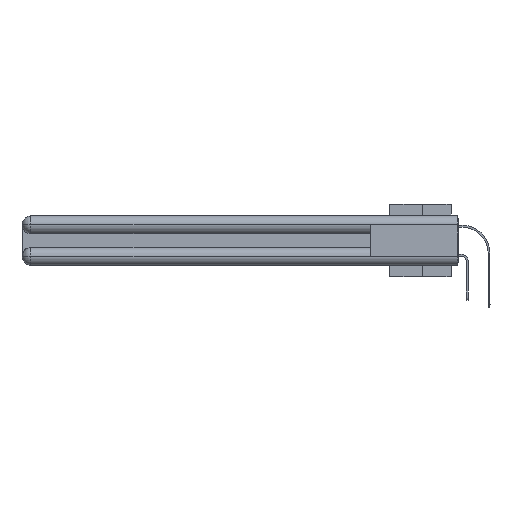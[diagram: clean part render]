
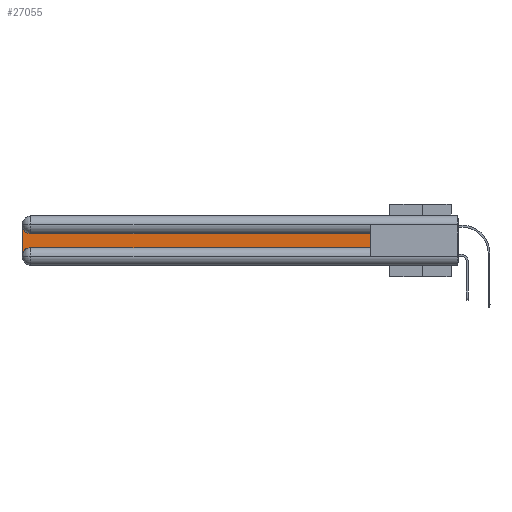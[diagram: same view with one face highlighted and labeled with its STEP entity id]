
A CAD part, left-side view. The second image highlights one B-rep face of the part: STEP entity #27055.
In plain terms, the highlighted planar face has unit normal (-1, 0, 0).
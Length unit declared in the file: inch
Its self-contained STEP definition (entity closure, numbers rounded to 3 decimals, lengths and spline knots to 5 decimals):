
#640 = DIRECTION ( 'NONE',  ( 0., 1., 0. ) ) ;
#651 = VERTEX_POINT ( 'NONE', #14071 ) ;
#840 = VECTOR ( 'NONE', #12667, 39.37008 ) ;
#1851 = DIRECTION ( 'NONE',  ( 0., 0., -1. ) ) ;
#5215 = EDGE_CURVE ( 'NONE', #651, #14090, #17261, .T. ) ;
#6123 = VERTEX_POINT ( 'NONE', #30289 ) ;
#6658 = EDGE_CURVE ( 'NONE', #14669, #10988, #31083, .T. ) ;
#6912 = ORIENTED_EDGE ( 'NONE', *, *, #16421, .T. ) ;
#7208 = CARTESIAN_POINT ( 'NONE',  ( 0.075, 3., -0.2775 ) ) ;
#7339 = DIRECTION ( 'NONE',  ( 0., 0., -1. ) ) ;
#7928 = DIRECTION ( 'NONE',  ( 1., 0., 0. ) ) ;
#8035 = EDGE_CURVE ( 'NONE', #6123, #34181, #20114, .T. ) ;
#8456 = CARTESIAN_POINT ( 'NONE',  ( 0.075, 3., -0.1225 ) ) ;
#9673 = LINE ( 'NONE', #17724, #840 ) ;
#9771 = AXIS2_PLACEMENT_3D ( 'NONE', #8456, #16152, #21749 ) ;
#10988 = VERTEX_POINT ( 'NONE', #7208 ) ;
#11723 = ORIENTED_EDGE ( 'NONE', *, *, #27421, .T. ) ;
#12519 = CIRCLE ( 'NONE', #32041, 0.06 ) ;
#12551 = CARTESIAN_POINT ( 'NONE',  ( 0.075, 0.6, -0.2175 ) ) ;
#12667 = DIRECTION ( 'NONE',  ( 0., 0., 1. ) ) ;
#14071 = CARTESIAN_POINT ( 'NONE',  ( 0.075, 0.6, -0.1225 ) ) ;
#14090 = VERTEX_POINT ( 'NONE', #25250 ) ;
#14669 = VERTEX_POINT ( 'NONE', #23582 ) ;
#15068 = VECTOR ( 'NONE', #1851, 39.37008 ) ;
#16152 = DIRECTION ( 'NONE',  ( 1., 0., 0. ) ) ;
#16421 = EDGE_CURVE ( 'NONE', #14090, #14669, #28180, .T. ) ;
#17261 = LINE ( 'NONE', #24952, #24292 ) ;
#17724 = CARTESIAN_POINT ( 'NONE',  ( 0.075, 0.6, -0.2175 ) ) ;
#17911 = ORIENTED_EDGE ( 'NONE', *, *, #21163, .T. ) ;
#18593 = DIRECTION ( 'NONE',  ( 0., 0., -1. ) ) ;
#20114 = LINE ( 'NONE', #28346, #21866 ) ;
#21163 = EDGE_CURVE ( 'NONE', #10988, #6123, #12519, .T. ) ;
#21749 = DIRECTION ( 'NONE',  ( 0., 0., -1. ) ) ;
#21866 = VECTOR ( 'NONE', #30790, 39.37008 ) ;
#22209 = ORIENTED_EDGE ( 'NONE', *, *, #6658, .T. ) ;
#23582 = CARTESIAN_POINT ( 'NONE',  ( 0.075, 3., -0.0625 ) ) ;
#23703 = AXIS2_PLACEMENT_3D ( 'NONE', #26232, #29028, #7339 ) ;
#24292 = VECTOR ( 'NONE', #640, 39.37008 ) ;
#24952 = CARTESIAN_POINT ( 'NONE',  ( 0.075, 0.6, -0.1225 ) ) ;
#25250 = CARTESIAN_POINT ( 'NONE',  ( 0.075, 2.94, -0.1225 ) ) ;
#25829 = CARTESIAN_POINT ( 'NONE',  ( 0.075, 3., -0.2175 ) ) ;
#26232 = CARTESIAN_POINT ( 'NONE',  ( 0.075, 2.94, -0.0625 ) ) ;
#26662 = FACE_OUTER_BOUND ( 'NONE', #27588, .T. ) ;
#27055 = ADVANCED_FACE ( 'NONE', ( #26662 ), #29635, .F. ) ;
#27421 = EDGE_CURVE ( 'NONE', #34181, #651, #9673, .T. ) ;
#27588 = EDGE_LOOP ( 'NONE', ( #30162, #6912, #22209, #17911, #29173, #11723 ) ) ;
#28180 = CIRCLE ( 'NONE', #23703, 0.06 ) ;
#28346 = CARTESIAN_POINT ( 'NONE',  ( 0.075, 0.6, -0.2175 ) ) ;
#29028 = DIRECTION ( 'NONE',  ( 1., 0., 0. ) ) ;
#29173 = ORIENTED_EDGE ( 'NONE', *, *, #8035, .T. ) ;
#29635 = PLANE ( 'NONE',  #9771 ) ;
#30162 = ORIENTED_EDGE ( 'NONE', *, *, #5215, .T. ) ;
#30289 = CARTESIAN_POINT ( 'NONE',  ( 0.075, 2.94, -0.2175 ) ) ;
#30790 = DIRECTION ( 'NONE',  ( 0., -1., 0. ) ) ;
#31083 = LINE ( 'NONE', #25829, #15068 ) ;
#31893 = CARTESIAN_POINT ( 'NONE',  ( 0.075, 2.94, -0.2775 ) ) ;
#32041 = AXIS2_PLACEMENT_3D ( 'NONE', #31893, #7928, #18593 ) ;
#34181 = VERTEX_POINT ( 'NONE', #12551 ) ;
